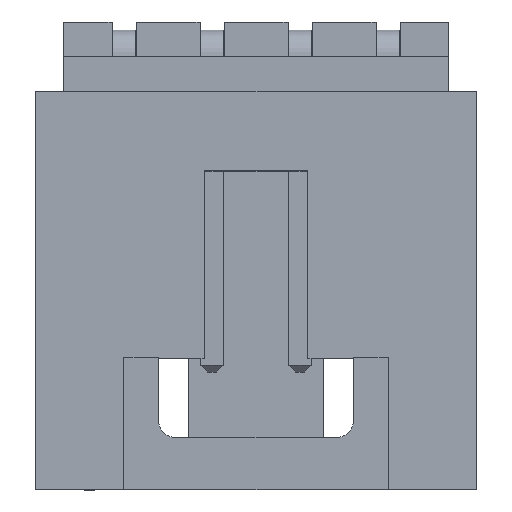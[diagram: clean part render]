
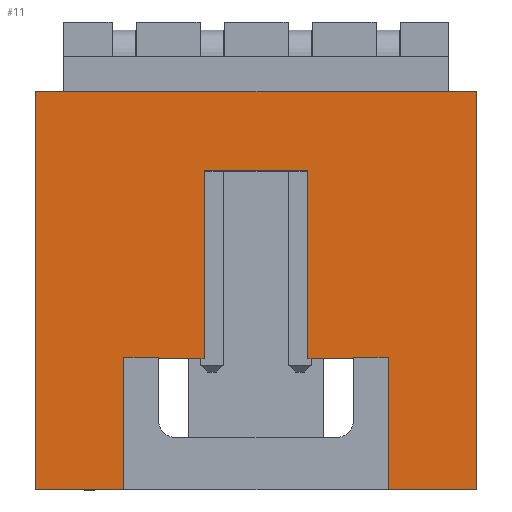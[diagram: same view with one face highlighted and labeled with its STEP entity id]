
A CAD part, top view. The second image highlights one B-rep face of the part: STEP entity #11.
In plain terms, the highlighted planar face has unit normal (0, 0, 1).
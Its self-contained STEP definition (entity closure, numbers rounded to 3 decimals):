
#11 = ADVANCED_FACE ( 'NONE', ( #4263 ), #313, .F. ) ;
#32 = VECTOR ( 'NONE', #839, 1000. ) ;
#138 = EDGE_CURVE ( 'NONE', #4379, #303, #4649, .T. ) ;
#163 = ORIENTED_EDGE ( 'NONE', *, *, #4458, .T. ) ;
#303 = VERTEX_POINT ( 'NONE', #3652 ) ;
#313 = PLANE ( 'NONE',  #461 ) ;
#430 = EDGE_CURVE ( 'NONE', #750, #474, #1627, .T. ) ;
#461 = AXIS2_PLACEMENT_3D ( 'NONE', #4863, #3299, #2861 ) ;
#474 = VERTEX_POINT ( 'NONE', #1199 ) ;
#568 = EDGE_CURVE ( 'NONE', #4656, #4237, #1385, .T. ) ;
#577 = CARTESIAN_POINT ( 'NONE',  ( -6.355, -1.45, 5.3 ) ) ;
#652 = LINE ( 'NONE', #5627, #955 ) ;
#706 = CARTESIAN_POINT ( 'NONE',  ( 3.815, -9.15, 5.3 ) ) ;
#730 = VERTEX_POINT ( 'NONE', #5493 ) ;
#750 = VERTEX_POINT ( 'NONE', #6404 ) ;
#839 = DIRECTION ( 'NONE',  ( 0., -1., 0. ) ) ;
#841 = EDGE_CURVE ( 'NONE', #303, #4656, #3837, .T. ) ;
#866 = DIRECTION ( 'NONE',  ( -1., 0., 0. ) ) ;
#885 = CARTESIAN_POINT ( 'NONE',  ( 1.5, -9.15, 5.3 ) ) ;
#893 = DIRECTION ( 'NONE',  ( 1., 0., 0. ) ) ;
#905 = CARTESIAN_POINT ( 'NONE',  ( -3.815, -9.15, 5.3 ) ) ;
#955 = VECTOR ( 'NONE', #5677, 1000. ) ;
#974 = VERTEX_POINT ( 'NONE', #2714 ) ;
#1031 = VERTEX_POINT ( 'NONE', #706 ) ;
#1112 = VECTOR ( 'NONE', #2161, 1000. ) ;
#1199 = CARTESIAN_POINT ( 'NONE',  ( -2.815, -9.15, 5.3 ) ) ;
#1210 = ORIENTED_EDGE ( 'NONE', *, *, #5089, .T. ) ;
#1370 = EDGE_CURVE ( 'NONE', #4117, #474, #652, .T. ) ;
#1385 = LINE ( 'NONE', #2834, #6077 ) ;
#1420 = EDGE_CURVE ( 'NONE', #4117, #730, #4659, .T. ) ;
#1486 = VECTOR ( 'NONE', #4717, 1000. ) ;
#1545 = DIRECTION ( 'NONE',  ( 1., 0., 0. ) ) ;
#1592 = DIRECTION ( 'NONE',  ( 0., -1., 0. ) ) ;
#1627 = LINE ( 'NONE', #2286, #5192 ) ;
#1714 = ORIENTED_EDGE ( 'NONE', *, *, #5034, .T. ) ;
#1743 = ORIENTED_EDGE ( 'NONE', *, *, #568, .T. ) ;
#1776 = VERTEX_POINT ( 'NONE', #5308 ) ;
#1852 = ORIENTED_EDGE ( 'NONE', *, *, #3202, .T. ) ;
#1922 = CARTESIAN_POINT ( 'NONE',  ( 3.815, -9.15, 5.3 ) ) ;
#1969 = ORIENTED_EDGE ( 'NONE', *, *, #430, .F. ) ;
#2035 = CARTESIAN_POINT ( 'NONE',  ( -3.815, -9.15, 5.3 ) ) ;
#2161 = DIRECTION ( 'NONE',  ( 0., 1., 0. ) ) ;
#2239 = CARTESIAN_POINT ( 'NONE',  ( 6.355, -12.95, 5.3 ) ) ;
#2268 = CARTESIAN_POINT ( 'NONE',  ( 1.5, 10.412, 5.3 ) ) ;
#2286 = CARTESIAN_POINT ( 'NONE',  ( 2.815, -9.15, 5.3 ) ) ;
#2300 = VECTOR ( 'NONE', #3417, 1000. ) ;
#2305 = DIRECTION ( 'NONE',  ( -1., 0., 0. ) ) ;
#2390 = EDGE_CURVE ( 'NONE', #4157, #1031, #4797, .T. ) ;
#2472 = ORIENTED_EDGE ( 'NONE', *, *, #138, .T. ) ;
#2499 = ORIENTED_EDGE ( 'NONE', *, *, #5936, .T. ) ;
#2546 = ORIENTED_EDGE ( 'NONE', *, *, #4891, .F. ) ;
#2618 = EDGE_LOOP ( 'NONE', ( #5729, #1969, #3582, #163, #2499, #2546, #6145, #1852, #2472, #4995, #1743, #1714, #1210, #4185 ) ) ;
#2714 = CARTESIAN_POINT ( 'NONE',  ( -6.355, -12.95, 5.3 ) ) ;
#2751 = DIRECTION ( 'NONE',  ( 0., -1., 0. ) ) ;
#2800 = VECTOR ( 'NONE', #4724, 1000. ) ;
#2834 = CARTESIAN_POINT ( 'NONE',  ( -6.355, -1.45, 5.3 ) ) ;
#2861 = DIRECTION ( 'NONE',  ( -1., 0., 0. ) ) ;
#2868 = CARTESIAN_POINT ( 'NONE',  ( 3.815, -9.15, 5.3 ) ) ;
#3026 = CARTESIAN_POINT ( 'NONE',  ( 1.5, -3.75, 5.3 ) ) ;
#3049 = DIRECTION ( 'NONE',  ( 0., -1., 0. ) ) ;
#3126 = LINE ( 'NONE', #2868, #32 ) ;
#3202 = EDGE_CURVE ( 'NONE', #1031, #4379, #3126, .T. ) ;
#3255 = VECTOR ( 'NONE', #3950, 1000. ) ;
#3299 = DIRECTION ( 'NONE',  ( 0., 0., -1. ) ) ;
#3308 = VECTOR ( 'NONE', #1545, 1000. ) ;
#3383 = CARTESIAN_POINT ( 'NONE',  ( -6.355, -12.95, 5.3 ) ) ;
#3417 = DIRECTION ( 'NONE',  ( 1., 0., 0. ) ) ;
#3477 = VECTOR ( 'NONE', #3049, 1000. ) ;
#3582 = ORIENTED_EDGE ( 'NONE', *, *, #4487, .F. ) ;
#3652 = CARTESIAN_POINT ( 'NONE',  ( 6.355, -12.95, 5.3 ) ) ;
#3757 = CARTESIAN_POINT ( 'NONE',  ( 2.815, -9.15, 5.3 ) ) ;
#3837 = LINE ( 'NONE', #5174, #1112 ) ;
#3855 = VECTOR ( 'NONE', #1592, 1000. ) ;
#3950 = DIRECTION ( 'NONE',  ( 0., -1., 0. ) ) ;
#4117 = VERTEX_POINT ( 'NONE', #2035 ) ;
#4129 = LINE ( 'NONE', #2268, #6361 ) ;
#4157 = VERTEX_POINT ( 'NONE', #3757 ) ;
#4185 = ORIENTED_EDGE ( 'NONE', *, *, #1420, .F. ) ;
#4237 = VERTEX_POINT ( 'NONE', #577 ) ;
#4263 = FACE_OUTER_BOUND ( 'NONE', #2618, .T. ) ;
#4270 = CARTESIAN_POINT ( 'NONE',  ( 2.815, -9.15, 5.3 ) ) ;
#4326 = LINE ( 'NONE', #5544, #3477 ) ;
#4373 = VERTEX_POINT ( 'NONE', #885 ) ;
#4379 = VERTEX_POINT ( 'NONE', #4380 ) ;
#4380 = CARTESIAN_POINT ( 'NONE',  ( 3.815, -12.95, 5.3 ) ) ;
#4458 = EDGE_CURVE ( 'NONE', #4484, #1776, #5473, .T. ) ;
#4480 = LINE ( 'NONE', #4270, #1486 ) ;
#4484 = VERTEX_POINT ( 'NONE', #5486 ) ;
#4487 = EDGE_CURVE ( 'NONE', #4484, #750, #4326, .T. ) ;
#4649 = LINE ( 'NONE', #6389, #2300 ) ;
#4656 = VERTEX_POINT ( 'NONE', #5267 ) ;
#4659 = LINE ( 'NONE', #905, #3255 ) ;
#4692 = LINE ( 'NONE', #3383, #3855 ) ;
#4717 = DIRECTION ( 'NONE',  ( -1., 0., 0. ) ) ;
#4724 = DIRECTION ( 'NONE',  ( 1., 0., 0. ) ) ;
#4797 = LINE ( 'NONE', #1922, #5970 ) ;
#4863 = CARTESIAN_POINT ( 'NONE',  ( 0., 0., 5.3 ) ) ;
#4891 = EDGE_CURVE ( 'NONE', #4157, #4373, #4480, .T. ) ;
#4995 = ORIENTED_EDGE ( 'NONE', *, *, #841, .T. ) ;
#5034 = EDGE_CURVE ( 'NONE', #4237, #974, #4692, .T. ) ;
#5089 = EDGE_CURVE ( 'NONE', #974, #730, #6232, .T. ) ;
#5174 = CARTESIAN_POINT ( 'NONE',  ( 6.355, -1.45, 5.3 ) ) ;
#5192 = VECTOR ( 'NONE', #2305, 1000. ) ;
#5267 = CARTESIAN_POINT ( 'NONE',  ( 6.355, -1.45, 5.3 ) ) ;
#5308 = CARTESIAN_POINT ( 'NONE',  ( 1.5, -3.75, 5.3 ) ) ;
#5473 = LINE ( 'NONE', #3026, #3308 ) ;
#5486 = CARTESIAN_POINT ( 'NONE',  ( -1.5, -3.75, 5.3 ) ) ;
#5493 = CARTESIAN_POINT ( 'NONE',  ( -3.815, -12.95, 5.3 ) ) ;
#5544 = CARTESIAN_POINT ( 'NONE',  ( -1.5, 10.412, 5.3 ) ) ;
#5627 = CARTESIAN_POINT ( 'NONE',  ( -2.815, -9.15, 5.3 ) ) ;
#5677 = DIRECTION ( 'NONE',  ( 1., 0., 0. ) ) ;
#5729 = ORIENTED_EDGE ( 'NONE', *, *, #1370, .T. ) ;
#5936 = EDGE_CURVE ( 'NONE', #1776, #4373, #4129, .T. ) ;
#5970 = VECTOR ( 'NONE', #893, 1000. ) ;
#6077 = VECTOR ( 'NONE', #866, 1000. ) ;
#6145 = ORIENTED_EDGE ( 'NONE', *, *, #2390, .T. ) ;
#6232 = LINE ( 'NONE', #2239, #2800 ) ;
#6361 = VECTOR ( 'NONE', #2751, 1000. ) ;
#6389 = CARTESIAN_POINT ( 'NONE',  ( 6.355, -12.95, 5.3 ) ) ;
#6404 = CARTESIAN_POINT ( 'NONE',  ( -1.5, -9.15, 5.3 ) ) ;
